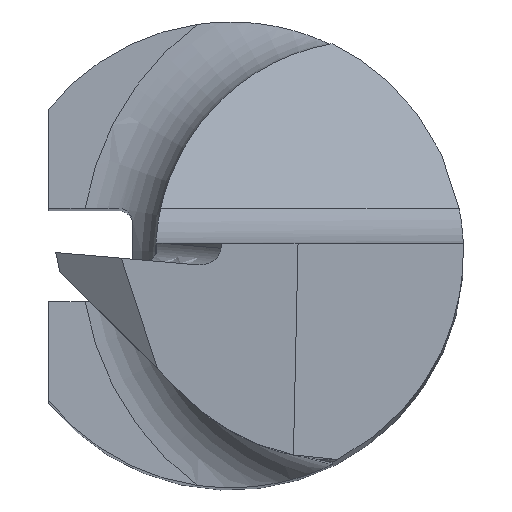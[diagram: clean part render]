
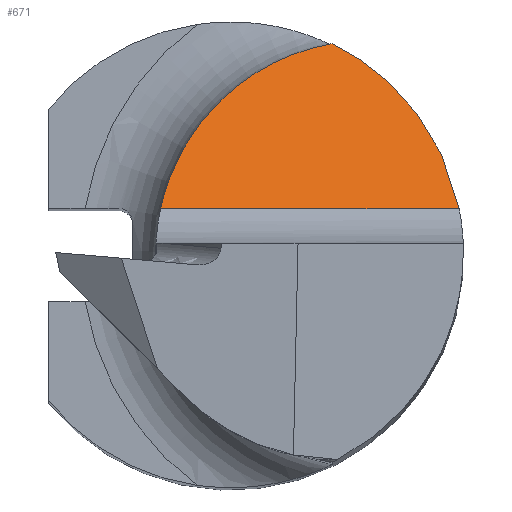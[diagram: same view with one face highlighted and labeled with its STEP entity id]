
A CAD part, top view. The second image highlights one B-rep face of the part: STEP entity #671.
In plain terms, the highlighted planar face has unit normal (0, 0.766, 0.643).
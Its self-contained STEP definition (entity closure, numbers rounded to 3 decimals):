
#12 = CARTESIAN_POINT ( 'NONE',  ( 2.5, 2.25, 24.5 ) ) ;
#15 = CARTESIAN_POINT ( 'NONE',  ( 1.09, 2.25, 24.5 ) ) ;
#42 = ORIENTED_EDGE ( 'NONE', *, *, #125, .T. ) ;
#60 = CARTESIAN_POINT ( 'NONE',  ( -0.75, 0.474, 26.616 ) ) ;
#87 =( BOUNDED_CURVE ( )  B_SPLINE_CURVE ( 3, ( #1089, #130, #818, #15 ),
 .UNSPECIFIED., .F., .T. ) 
 B_SPLINE_CURVE_WITH_KNOTS ( ( 4, 4 ),
 ( 4.903, 5.832 ),
 .UNSPECIFIED. ) 
 CURVE ( )  GEOMETRIC_REPRESENTATION_ITEM ( )  RATIONAL_B_SPLINE_CURVE ( ( 1., 0.929, 0.929, 1. ) ) 
 REPRESENTATION_ITEM ( '' )  );
#125 = EDGE_CURVE ( 'NONE', #288, #395, #899, .T. ) ;
#130 = CARTESIAN_POINT ( 'NONE',  ( 2.302, 1.263, 25.676 ) ) ;
#149 = ORIENTED_EDGE ( 'NONE', *, *, #513, .F. ) ;
#157 = CARTESIAN_POINT ( 'NONE',  ( 2.5, 0.474, 26.616 ) ) ;
#164 = CARTESIAN_POINT ( 'NONE',  ( 0.142, 2.084, 24.698 ) ) ;
#174 = VECTOR ( 'NONE', #540, 1000. ) ;
#177 = CARTESIAN_POINT ( 'NONE',  ( 2.455, 0.474, 26.616 ) ) ;
#193 = VERTEX_POINT ( 'NONE', #177 ) ;
#265 = CARTESIAN_POINT ( 'NONE',  ( -0.75, 0.474, 26.616 ) ) ;
#288 = VERTEX_POINT ( 'NONE', #581 ) ;
#395 = VERTEX_POINT ( 'NONE', #60 ) ;
#475 = FACE_OUTER_BOUND ( 'NONE', #1074, .T. ) ;
#499 = ORIENTED_EDGE ( 'NONE', *, *, #998, .T. ) ;
#513 = EDGE_CURVE ( 'NONE', #193, #395, #762, .T. ) ;
#540 = DIRECTION ( 'NONE',  ( -1., 0., 0. ) ) ;
#581 = CARTESIAN_POINT ( 'NONE',  ( 1.09, 2.25, 24.5 ) ) ;
#584 = DIRECTION ( 'NONE',  ( 0., 0.643, -0.766 ) ) ;
#671 = ADVANCED_FACE ( 'NONE', ( #475 ), #873, .F. ) ;
#680 = DIRECTION ( 'NONE',  ( 0., -0.766, -0.643 ) ) ;
#762 = LINE ( 'NONE', #157, #174 ) ;
#818 = CARTESIAN_POINT ( 'NONE',  ( 1.813, 1.9, 24.917 ) ) ;
#873 = PLANE ( 'NONE',  #971 ) ;
#899 =( BOUNDED_CURVE ( )  B_SPLINE_CURVE ( 3, ( #1062, #164, #956, #265 ),
 .UNSPECIFIED., .F., .T. ) 
 B_SPLINE_CURVE_WITH_KNOTS ( ( 4, 4 ),
 ( 0.174, 1.362 ),
 .UNSPECIFIED. ) 
 CURVE ( )  GEOMETRIC_REPRESENTATION_ITEM ( )  RATIONAL_B_SPLINE_CURVE ( ( 1., 0.886, 0.886, 1. ) ) 
 REPRESENTATION_ITEM ( '' )  );
#956 = CARTESIAN_POINT ( 'NONE',  ( -0.55, 1.416, 25.494 ) ) ;
#971 = AXIS2_PLACEMENT_3D ( 'NONE', #12, #680, #584 ) ;
#998 = EDGE_CURVE ( 'NONE', #193, #288, #87, .T. ) ;
#1062 = CARTESIAN_POINT ( 'NONE',  ( 1.09, 2.25, 24.5 ) ) ;
#1074 = EDGE_LOOP ( 'NONE', ( #149, #499, #42 ) ) ;
#1089 = CARTESIAN_POINT ( 'NONE',  ( 2.455, 0.474, 26.616 ) ) ;
